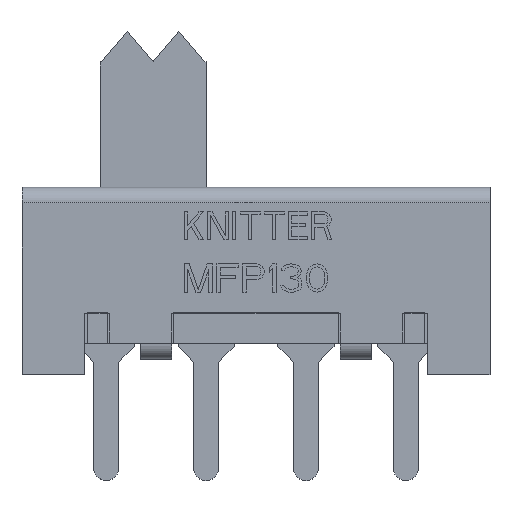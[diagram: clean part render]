
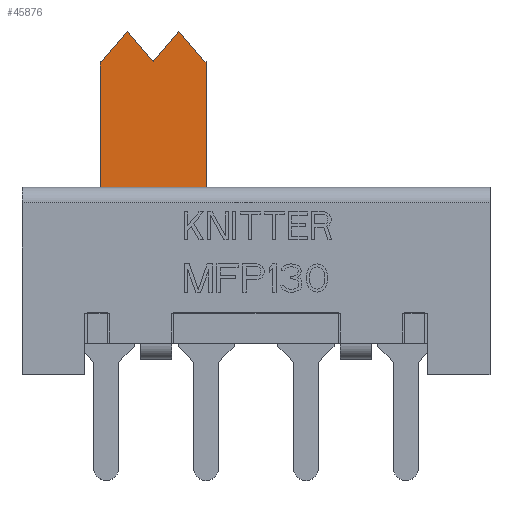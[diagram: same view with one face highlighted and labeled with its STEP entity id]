
A CAD part, top view. The second image highlights one B-rep face of the part: STEP entity #45876.
In plain terms, the highlighted free-form (B-spline) face has degree [1, 1] with [2, 2] control points.
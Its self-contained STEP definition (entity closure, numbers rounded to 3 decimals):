
#45876 = ADVANCED_FACE('',(#45877),#45891,.T.);
#45877 = FACE_BOUND('',#45878,.T.);
#45878 = EDGE_LOOP('',(#45879,#45902,#45918,#45934,#45950,#45966,#45982,
    #45998,#46014));
#45879 = ORIENTED_EDGE('',*,*,#45880,.T.);
#45880 = EDGE_CURVE('',#45881,#45883,#45885,.T.);
#45881 = VERTEX_POINT('',#45882);
#45882 = CARTESIAN_POINT('',(-1.6,-0.65,1.55));
#45883 = VERTEX_POINT('',#45884);
#45884 = CARTESIAN_POINT('',(-1.6,4.017,1.55));
#45885 = SURFACE_CURVE('',#45886,(#45890),.PCURVE_S1.);
#45886 = LINE('',#45887,#45888);
#45887 = CARTESIAN_POINT('',(-1.6,-0.65,1.55));
#45888 = VECTOR('',#45889,1.);
#45889 = DIRECTION('',(0.,1.,0.));
#45890 = PCURVE('',#45891,#45896);
#45891 = B_SPLINE_SURFACE_WITH_KNOTS('',1,1,(
    (#45892,#45893)
    ,(#45894,#45895
    )),.UNSPECIFIED.,.F.,.F.,.F.,(2,2),(2,2),(-1.768,1.768),(-0.113,
    5.763),.PIECEWISE_BEZIER_KNOTS.);
#45892 = CARTESIAN_POINT('',(-5.068,-0.763,1.55));
#45893 = CARTESIAN_POINT('',(-5.068,5.113,1.55));
#45894 = CARTESIAN_POINT('',(-1.532,-0.763,1.55));
#45895 = CARTESIAN_POINT('',(-1.532,5.113,1.55));
#45896 = DEFINITIONAL_REPRESENTATION('',(#45897),#45901);
#45897 = LINE('',#45898,#45899);
#45898 = CARTESIAN_POINT('',(1.7,0.));
#45899 = VECTOR('',#45900,1.);
#45900 = DIRECTION('',(0.,1.));
#45901 = ( GEOMETRIC_REPRESENTATION_CONTEXT(2) 
PARAMETRIC_REPRESENTATION_CONTEXT() REPRESENTATION_CONTEXT('2D SPACE',''
  ) );
#45902 = ORIENTED_EDGE('',*,*,#45903,.T.);
#45903 = EDGE_CURVE('',#45883,#45904,#45906,.T.);
#45904 = VERTEX_POINT('',#45905);
#45905 = CARTESIAN_POINT('',(-1.65,4.017,1.55));
#45906 = SURFACE_CURVE('',#45907,(#45911),.PCURVE_S1.);
#45907 = LINE('',#45908,#45909);
#45908 = CARTESIAN_POINT('',(-1.6,4.017,1.55));
#45909 = VECTOR('',#45910,1.);
#45910 = DIRECTION('',(-1.,0.,0.));
#45911 = PCURVE('',#45891,#45912);
#45912 = DEFINITIONAL_REPRESENTATION('',(#45913),#45917);
#45913 = LINE('',#45914,#45915);
#45914 = CARTESIAN_POINT('',(1.7,4.667));
#45915 = VECTOR('',#45916,1.);
#45916 = DIRECTION('',(-1.,0.));
#45917 = ( GEOMETRIC_REPRESENTATION_CONTEXT(2) 
PARAMETRIC_REPRESENTATION_CONTEXT() REPRESENTATION_CONTEXT('2D SPACE',''
  ) );
#45918 = ORIENTED_EDGE('',*,*,#45919,.T.);
#45919 = EDGE_CURVE('',#45904,#45920,#45922,.T.);
#45920 = VERTEX_POINT('',#45921);
#45921 = CARTESIAN_POINT('',(-2.475,5.,1.55));
#45922 = SURFACE_CURVE('',#45923,(#45927),.PCURVE_S1.);
#45923 = LINE('',#45924,#45925);
#45924 = CARTESIAN_POINT('',(-1.65,4.017,1.55));
#45925 = VECTOR('',#45926,1.);
#45926 = DIRECTION('',(-0.643,0.766,0.));
#45927 = PCURVE('',#45891,#45928);
#45928 = DEFINITIONAL_REPRESENTATION('',(#45929),#45933);
#45929 = LINE('',#45930,#45931);
#45930 = CARTESIAN_POINT('',(1.65,4.667));
#45931 = VECTOR('',#45932,1.);
#45932 = DIRECTION('',(-0.643,0.766));
#45933 = ( GEOMETRIC_REPRESENTATION_CONTEXT(2) 
PARAMETRIC_REPRESENTATION_CONTEXT() REPRESENTATION_CONTEXT('2D SPACE',''
  ) );
#45934 = ORIENTED_EDGE('',*,*,#45935,.T.);
#45935 = EDGE_CURVE('',#45920,#45936,#45938,.T.);
#45936 = VERTEX_POINT('',#45937);
#45937 = CARTESIAN_POINT('',(-3.3,4.017,1.55));
#45938 = SURFACE_CURVE('',#45939,(#45943),.PCURVE_S1.);
#45939 = LINE('',#45940,#45941);
#45940 = CARTESIAN_POINT('',(-2.475,5.,1.55));
#45941 = VECTOR('',#45942,1.);
#45942 = DIRECTION('',(-0.643,-0.766,0.));
#45943 = PCURVE('',#45891,#45944);
#45944 = DEFINITIONAL_REPRESENTATION('',(#45945),#45949);
#45945 = LINE('',#45946,#45947);
#45946 = CARTESIAN_POINT('',(0.825,5.65));
#45947 = VECTOR('',#45948,1.);
#45948 = DIRECTION('',(-0.643,-0.766));
#45949 = ( GEOMETRIC_REPRESENTATION_CONTEXT(2) 
PARAMETRIC_REPRESENTATION_CONTEXT() REPRESENTATION_CONTEXT('2D SPACE',''
  ) );
#45950 = ORIENTED_EDGE('',*,*,#45951,.T.);
#45951 = EDGE_CURVE('',#45936,#45952,#45954,.T.);
#45952 = VERTEX_POINT('',#45953);
#45953 = CARTESIAN_POINT('',(-4.125,5.,1.55));
#45954 = SURFACE_CURVE('',#45955,(#45959),.PCURVE_S1.);
#45955 = LINE('',#45956,#45957);
#45956 = CARTESIAN_POINT('',(-3.3,4.017,1.55));
#45957 = VECTOR('',#45958,1.);
#45958 = DIRECTION('',(-0.643,0.766,0.));
#45959 = PCURVE('',#45891,#45960);
#45960 = DEFINITIONAL_REPRESENTATION('',(#45961),#45965);
#45961 = LINE('',#45962,#45963);
#45962 = CARTESIAN_POINT('',(0.,4.667));
#45963 = VECTOR('',#45964,1.);
#45964 = DIRECTION('',(-0.643,0.766));
#45965 = ( GEOMETRIC_REPRESENTATION_CONTEXT(2) 
PARAMETRIC_REPRESENTATION_CONTEXT() REPRESENTATION_CONTEXT('2D SPACE',''
  ) );
#45966 = ORIENTED_EDGE('',*,*,#45967,.T.);
#45967 = EDGE_CURVE('',#45952,#45968,#45970,.T.);
#45968 = VERTEX_POINT('',#45969);
#45969 = CARTESIAN_POINT('',(-4.95,4.017,1.55));
#45970 = SURFACE_CURVE('',#45971,(#45975),.PCURVE_S1.);
#45971 = LINE('',#45972,#45973);
#45972 = CARTESIAN_POINT('',(-4.125,5.,1.55));
#45973 = VECTOR('',#45974,1.);
#45974 = DIRECTION('',(-0.643,-0.766,0.));
#45975 = PCURVE('',#45891,#45976);
#45976 = DEFINITIONAL_REPRESENTATION('',(#45977),#45981);
#45977 = LINE('',#45978,#45979);
#45978 = CARTESIAN_POINT('',(-0.825,5.65));
#45979 = VECTOR('',#45980,1.);
#45980 = DIRECTION('',(-0.643,-0.766));
#45981 = ( GEOMETRIC_REPRESENTATION_CONTEXT(2) 
PARAMETRIC_REPRESENTATION_CONTEXT() REPRESENTATION_CONTEXT('2D SPACE',''
  ) );
#45982 = ORIENTED_EDGE('',*,*,#45983,.T.);
#45983 = EDGE_CURVE('',#45968,#45984,#45986,.T.);
#45984 = VERTEX_POINT('',#45985);
#45985 = CARTESIAN_POINT('',(-5.,4.017,1.55));
#45986 = SURFACE_CURVE('',#45987,(#45991),.PCURVE_S1.);
#45987 = LINE('',#45988,#45989);
#45988 = CARTESIAN_POINT('',(-4.95,4.017,1.55));
#45989 = VECTOR('',#45990,1.);
#45990 = DIRECTION('',(-1.,0.,0.));
#45991 = PCURVE('',#45891,#45992);
#45992 = DEFINITIONAL_REPRESENTATION('',(#45993),#45997);
#45993 = LINE('',#45994,#45995);
#45994 = CARTESIAN_POINT('',(-1.65,4.667));
#45995 = VECTOR('',#45996,1.);
#45996 = DIRECTION('',(-1.,0.));
#45997 = ( GEOMETRIC_REPRESENTATION_CONTEXT(2) 
PARAMETRIC_REPRESENTATION_CONTEXT() REPRESENTATION_CONTEXT('2D SPACE',''
  ) );
#45998 = ORIENTED_EDGE('',*,*,#45999,.T.);
#45999 = EDGE_CURVE('',#45984,#46000,#46002,.T.);
#46000 = VERTEX_POINT('',#46001);
#46001 = CARTESIAN_POINT('',(-5.,-0.65,1.55));
#46002 = SURFACE_CURVE('',#46003,(#46007),.PCURVE_S1.);
#46003 = LINE('',#46004,#46005);
#46004 = CARTESIAN_POINT('',(-5.,4.017,1.55));
#46005 = VECTOR('',#46006,1.);
#46006 = DIRECTION('',(0.,-1.,0.));
#46007 = PCURVE('',#45891,#46008);
#46008 = DEFINITIONAL_REPRESENTATION('',(#46009),#46013);
#46009 = LINE('',#46010,#46011);
#46010 = CARTESIAN_POINT('',(-1.7,4.667));
#46011 = VECTOR('',#46012,1.);
#46012 = DIRECTION('',(0.,-1.));
#46013 = ( GEOMETRIC_REPRESENTATION_CONTEXT(2) 
PARAMETRIC_REPRESENTATION_CONTEXT() REPRESENTATION_CONTEXT('2D SPACE',''
  ) );
#46014 = ORIENTED_EDGE('',*,*,#46015,.T.);
#46015 = EDGE_CURVE('',#46000,#45881,#46016,.T.);
#46016 = SURFACE_CURVE('',#46017,(#46021),.PCURVE_S1.);
#46017 = LINE('',#46018,#46019);
#46018 = CARTESIAN_POINT('',(-5.,-0.65,1.55));
#46019 = VECTOR('',#46020,1.);
#46020 = DIRECTION('',(1.,0.,0.));
#46021 = PCURVE('',#45891,#46022);
#46022 = DEFINITIONAL_REPRESENTATION('',(#46023),#46027);
#46023 = LINE('',#46024,#46025);
#46024 = CARTESIAN_POINT('',(-1.7,0.));
#46025 = VECTOR('',#46026,1.);
#46026 = DIRECTION('',(1.,0.));
#46027 = ( GEOMETRIC_REPRESENTATION_CONTEXT(2) 
PARAMETRIC_REPRESENTATION_CONTEXT() REPRESENTATION_CONTEXT('2D SPACE',''
  ) );
